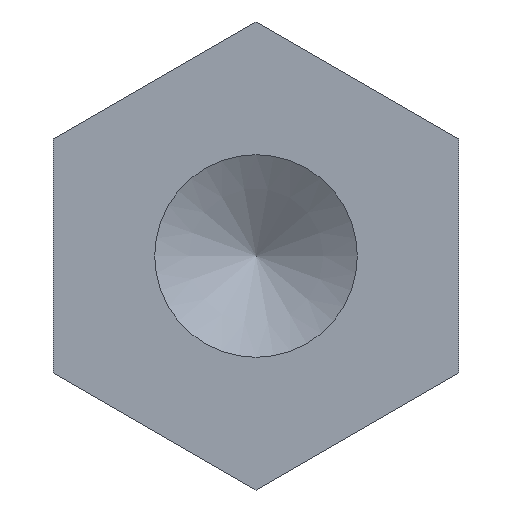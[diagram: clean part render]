
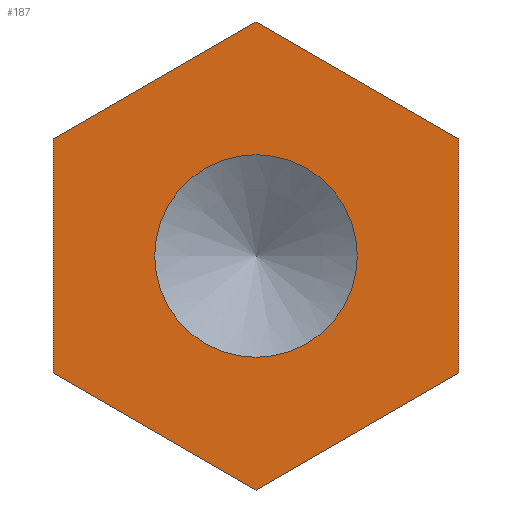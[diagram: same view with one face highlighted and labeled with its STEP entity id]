
A CAD part, front view. The second image highlights one B-rep face of the part: STEP entity #187.
In plain terms, the highlighted planar face has unit normal (0, -1, 0).
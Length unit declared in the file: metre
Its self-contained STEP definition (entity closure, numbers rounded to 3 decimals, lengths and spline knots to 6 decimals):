
#18=CIRCLE('',#213,0.00125);
#34=ORIENTED_EDGE('',*,*,#69,.F.);
#35=ORIENTED_EDGE('',*,*,#72,.F.);
#36=ORIENTED_EDGE('',*,*,#76,.F.);
#37=ORIENTED_EDGE('',*,*,#77,.F.);
#38=ORIENTED_EDGE('',*,*,#78,.F.);
#39=ORIENTED_EDGE('',*,*,#75,.F.);
#40=ORIENTED_EDGE('',*,*,#79,.T.);
#69=EDGE_CURVE('',#91,#88,#109,.T.);
#72=EDGE_CURVE('',#93,#91,#112,.T.);
#75=EDGE_CURVE('',#88,#94,#115,.T.);
#76=EDGE_CURVE('',#96,#93,#116,.T.);
#77=EDGE_CURVE('',#97,#96,#117,.T.);
#78=EDGE_CURVE('',#94,#97,#118,.T.);
#79=EDGE_CURVE('',#98,#98,#18,.T.);
#88=VERTEX_POINT('',#280);
#91=VERTEX_POINT('',#285);
#93=VERTEX_POINT('',#291);
#94=VERTEX_POINT('',#295);
#96=VERTEX_POINT('',#301);
#97=VERTEX_POINT('',#303);
#98=VERTEX_POINT('',#306);
#109=LINE('',#286,#127);
#112=LINE('',#292,#130);
#115=LINE('',#298,#133);
#116=LINE('',#300,#134);
#117=LINE('',#302,#135);
#118=LINE('',#304,#136);
#127=VECTOR('',#232,1.);
#130=VECTOR('',#237,1.);
#133=VECTOR('',#242,1.);
#134=VECTOR('',#245,1.);
#135=VECTOR('',#246,1.);
#136=VECTOR('',#247,1.);
#145=EDGE_LOOP('',(#34,#35,#36,#37,#38,#39));
#146=EDGE_LOOP('',(#40));
#161=FACE_BOUND('',#145,.T.);
#162=FACE_BOUND('',#146,.T.);
#179=PLANE('',#212);
#187=ADVANCED_FACE('',(#161,#162),#179,.F.);
#212=AXIS2_PLACEMENT_3D('',#299,#243,#244);
#213=AXIS2_PLACEMENT_3D('',#305,#248,#249);
#232=DIRECTION('',(-0.866,0.,-0.5));
#237=DIRECTION('',(0.,0.,-1.));
#242=DIRECTION('',(-0.866,0.,0.5));
#243=DIRECTION('',(0.,1.,0.));
#244=DIRECTION('',(1.,0.,0.));
#245=DIRECTION('',(0.866,0.,-0.5));
#246=DIRECTION('',(0.866,0.,0.5));
#247=DIRECTION('',(0.,0.,1.));
#248=DIRECTION('',(0.,1.,0.));
#249=DIRECTION('',(-1.,0.,0.));
#280=CARTESIAN_POINT('',(0.,0.,-0.002887));
#285=CARTESIAN_POINT('',(0.0025,0.,-0.001443));
#286=CARTESIAN_POINT('',(0.0025,0.,-0.001443));
#291=CARTESIAN_POINT('',(0.0025,0.,0.001443));
#292=CARTESIAN_POINT('',(0.0025,0.,0.001443));
#295=CARTESIAN_POINT('',(-0.0025,0.,-0.001443));
#298=CARTESIAN_POINT('',(0.,0.,-0.002887));
#299=CARTESIAN_POINT('',(0.,0.,0.));
#300=CARTESIAN_POINT('',(0.,0.,0.002887));
#301=CARTESIAN_POINT('',(0.,0.,0.002887));
#302=CARTESIAN_POINT('',(-0.0025,0.,0.001443));
#303=CARTESIAN_POINT('',(-0.0025,0.,0.001443));
#304=CARTESIAN_POINT('',(-0.0025,0.,-0.001443));
#305=CARTESIAN_POINT('',(0.,0.,0.));
#306=CARTESIAN_POINT('',(-0.00125,0.,0.));
